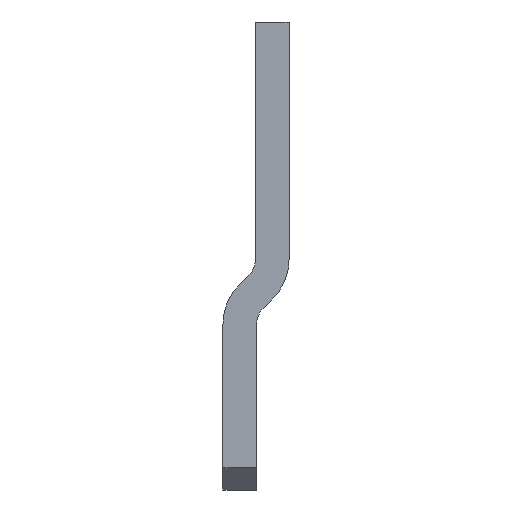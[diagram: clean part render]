
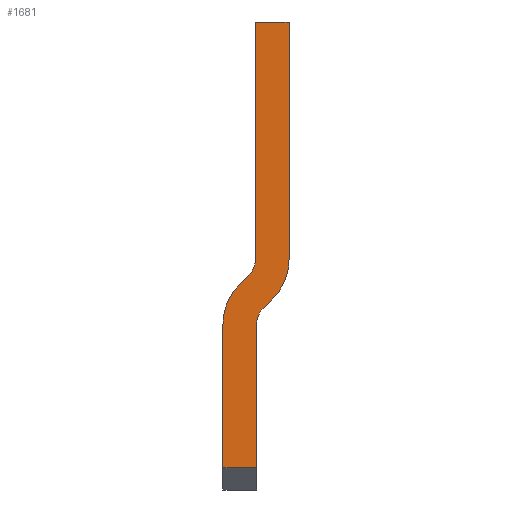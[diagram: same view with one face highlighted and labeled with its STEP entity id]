
A CAD part, left-side view. The second image highlights one B-rep face of the part: STEP entity #1681.
In plain terms, the highlighted planar face has unit normal (-1, 0, 0).
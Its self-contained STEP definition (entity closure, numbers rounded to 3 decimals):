
#1254=AXIS2_PLACEMENT_3D('Circle Axis2P3D',#1252,#1253,$) ;
#1289=AXIS2_PLACEMENT_3D('Circle Axis2P3D',#1287,#1288,$) ;
#1341=AXIS2_PLACEMENT_3D('Circle Axis2P3D',#1339,#1340,$) ;
#1393=AXIS2_PLACEMENT_3D('Circle Axis2P3D',#1391,#1392,$) ;
#1646=AXIS2_PLACEMENT_3D('Plane Axis2P3D',#1643,#1644,#1645) ;
#1221=CARTESIAN_POINT('Vertex',(-36.,15.1,-52.)) ;
#1224=CARTESIAN_POINT('Line Origine',(-36.,13.6,-52.)) ;
#1228=CARTESIAN_POINT('Vertex',(-36.,12.1,-52.)) ;
#1247=CARTESIAN_POINT('Vertex',(-36.,12.1,-73.172)) ;
#1252=CARTESIAN_POINT('Axis2P3D Location',(-36.,17.1,-73.172)) ;
#1256=CARTESIAN_POINT('Vertex',(-36.,13.564,-76.708)) ;
#1282=CARTESIAN_POINT('Vertex',(-36.,18.,-78.972)) ;
#1287=CARTESIAN_POINT('Axis2P3D Location',(-36.,13.,-78.972)) ;
#1291=CARTESIAN_POINT('Vertex',(-36.,16.536,-75.436)) ;
#1320=CARTESIAN_POINT('Line Origine',(-36.,13.989,-77.132)) ;
#1324=CARTESIAN_POINT('Vertex',(-36.,14.414,-77.557)) ;
#1339=CARTESIAN_POINT('Axis2P3D Location',(-36.,13.,-78.972)) ;
#1343=CARTESIAN_POINT('Vertex',(-36.,15.,-78.972)) ;
#1372=CARTESIAN_POINT('Line Origine',(-36.,16.111,-75.011)) ;
#1376=CARTESIAN_POINT('Vertex',(-36.,15.686,-74.586)) ;
#1391=CARTESIAN_POINT('Axis2P3D Location',(-36.,17.1,-73.172)) ;
#1395=CARTESIAN_POINT('Vertex',(-36.,15.1,-73.172)) ;
#1417=CARTESIAN_POINT('Line Origine',(-36.,15.1,-62.586)) ;
#1457=CARTESIAN_POINT('Line Origine',(-36.,12.1,-62.586)) ;
#1643=CARTESIAN_POINT('Axis2P3D Location',(-36.,0.,0.)) ;
#1648=CARTESIAN_POINT('Line Origine',(-36.,15.,-85.361)) ;
#1652=CARTESIAN_POINT('Vertex',(-36.,15.,-91.75)) ;
#1655=CARTESIAN_POINT('Line Origine',(-36.,18.,-85.361)) ;
#1659=CARTESIAN_POINT('Vertex',(-36.,18.,-91.75)) ;
#1662=CARTESIAN_POINT('Line Origine',(-36.,16.5,-91.75)) ;
#1225=DIRECTION('Vector Direction',(0.,-1.,0.)) ;
#1253=DIRECTION('Axis2P3D Direction',(-1.,0.,0.)) ;
#1288=DIRECTION('Axis2P3D Direction',(-1.,0.,0.)) ;
#1321=DIRECTION('Vector Direction',(0.,0.707,-0.707)) ;
#1340=DIRECTION('Axis2P3D Direction',(-1.,0.,0.)) ;
#1373=DIRECTION('Vector Direction',(0.,-0.707,0.707)) ;
#1392=DIRECTION('Axis2P3D Direction',(-1.,-0.,0.)) ;
#1418=DIRECTION('Vector Direction',(0.,0.,1.)) ;
#1458=DIRECTION('Vector Direction',(0.,0.,-1.)) ;
#1644=DIRECTION('Axis2P3D Direction',(-1.,0.,0.)) ;
#1645=DIRECTION('Axis2P3D XDirection',(0.,1.,0.)) ;
#1649=DIRECTION('Vector Direction',(0.,0.,-1.)) ;
#1656=DIRECTION('Vector Direction',(0.,0.,1.)) ;
#1663=DIRECTION('Vector Direction',(0.,-1.,0.)) ;
#1226=VECTOR('Line Direction',#1225,1.) ;
#1322=VECTOR('Line Direction',#1321,1.) ;
#1374=VECTOR('Line Direction',#1373,1.) ;
#1419=VECTOR('Line Direction',#1418,1.) ;
#1459=VECTOR('Line Direction',#1458,1.) ;
#1650=VECTOR('Line Direction',#1649,1.) ;
#1657=VECTOR('Line Direction',#1656,1.) ;
#1664=VECTOR('Line Direction',#1663,1.) ;
#1668=ORIENTED_EDGE('',*,*,#1654,.T.) ;
#1669=ORIENTED_EDGE('',*,*,#1345,.F.) ;
#1670=ORIENTED_EDGE('',*,*,#1326,.T.) ;
#1671=ORIENTED_EDGE('',*,*,#1258,.T.) ;
#1672=ORIENTED_EDGE('',*,*,#1461,.T.) ;
#1673=ORIENTED_EDGE('',*,*,#1230,.T.) ;
#1674=ORIENTED_EDGE('',*,*,#1421,.T.) ;
#1675=ORIENTED_EDGE('',*,*,#1397,.F.) ;
#1676=ORIENTED_EDGE('',*,*,#1378,.T.) ;
#1677=ORIENTED_EDGE('',*,*,#1293,.T.) ;
#1678=ORIENTED_EDGE('',*,*,#1661,.T.) ;
#1679=ORIENTED_EDGE('',*,*,#1666,.T.) ;
#1681=ADVANCED_FACE('Terminali anteriori prolungati EF inferiori',(#1680),#1647,.T.) ;
#1255=CIRCLE('generated circle',#1254,5.) ;
#1290=CIRCLE('generated circle',#1289,5.) ;
#1342=CIRCLE('generated circle',#1341,2.) ;
#1394=CIRCLE('generated circle',#1393,2.) ;
#1230=EDGE_CURVE('',#1229,#1222,#1227,.F.) ;
#1258=EDGE_CURVE('',#1257,#1248,#1255,.T.) ;
#1293=EDGE_CURVE('',#1292,#1283,#1290,.T.) ;
#1326=EDGE_CURVE('',#1325,#1257,#1323,.F.) ;
#1345=EDGE_CURVE('',#1325,#1344,#1342,.T.) ;
#1378=EDGE_CURVE('',#1377,#1292,#1375,.F.) ;
#1397=EDGE_CURVE('',#1377,#1396,#1394,.T.) ;
#1421=EDGE_CURVE('',#1222,#1396,#1420,.F.) ;
#1461=EDGE_CURVE('',#1248,#1229,#1460,.F.) ;
#1654=EDGE_CURVE('',#1653,#1344,#1651,.F.) ;
#1661=EDGE_CURVE('',#1283,#1660,#1658,.F.) ;
#1666=EDGE_CURVE('',#1660,#1653,#1665,.T.) ;
#1667=EDGE_LOOP('',(#1668,#1669,#1670,#1671,#1672,#1673,#1674,#1675,#1676,#1677,#1678,#1679)) ;
#1680=FACE_OUTER_BOUND('',#1667,.T.) ;
#1227=LINE('Line',#1224,#1226) ;
#1323=LINE('Line',#1320,#1322) ;
#1375=LINE('Line',#1372,#1374) ;
#1420=LINE('Line',#1417,#1419) ;
#1460=LINE('Line',#1457,#1459) ;
#1651=LINE('Line',#1648,#1650) ;
#1658=LINE('Line',#1655,#1657) ;
#1665=LINE('Line',#1662,#1664) ;
#1647=PLANE('',#1646) ;
#1222=VERTEX_POINT('',#1221) ;
#1229=VERTEX_POINT('',#1228) ;
#1248=VERTEX_POINT('',#1247) ;
#1257=VERTEX_POINT('',#1256) ;
#1283=VERTEX_POINT('',#1282) ;
#1292=VERTEX_POINT('',#1291) ;
#1325=VERTEX_POINT('',#1324) ;
#1344=VERTEX_POINT('',#1343) ;
#1377=VERTEX_POINT('',#1376) ;
#1396=VERTEX_POINT('',#1395) ;
#1653=VERTEX_POINT('',#1652) ;
#1660=VERTEX_POINT('',#1659) ;
